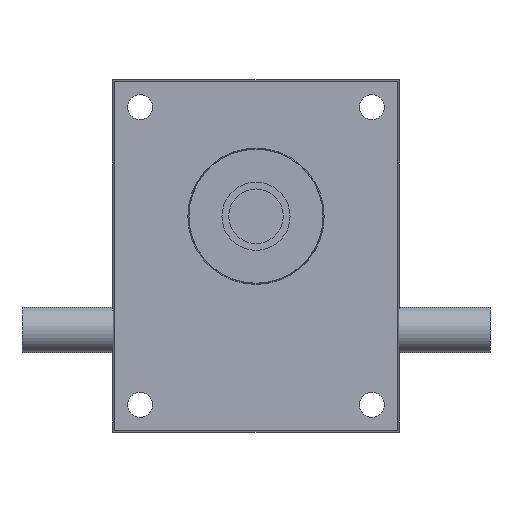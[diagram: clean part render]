
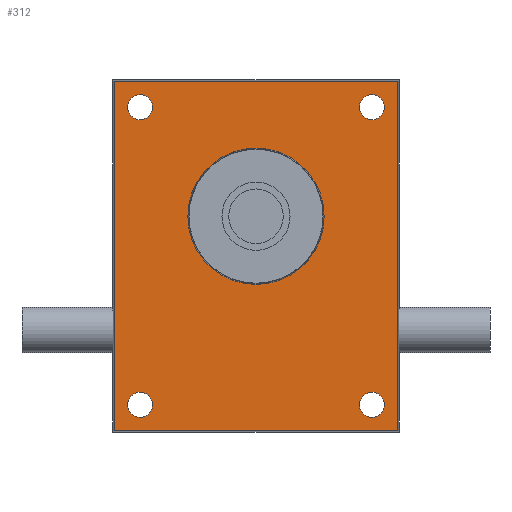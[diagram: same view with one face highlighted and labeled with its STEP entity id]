
A CAD part, front view. The second image highlights one B-rep face of the part: STEP entity #312.
In plain terms, the highlighted planar face has unit normal (0, -1, 0).
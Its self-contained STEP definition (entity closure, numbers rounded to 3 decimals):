
#312 = ADVANCED_FACE( '', ( #674, #675, #676, #677, #678, #679 ), #680, .F. );
#674 = FACE_BOUND( '', #1177, .T. );
#675 = FACE_BOUND( '', #1178, .T. );
#676 = FACE_BOUND( '', #1179, .T. );
#677 = FACE_BOUND( '', #1180, .T. );
#678 = FACE_BOUND( '', #1181, .T. );
#679 = FACE_OUTER_BOUND( '', #1182, .T. );
#680 = PLANE( '', #1183 );
#1177 = EDGE_LOOP( '', ( #1764 ) );
#1178 = EDGE_LOOP( '', ( #1765 ) );
#1179 = EDGE_LOOP( '', ( #1766 ) );
#1180 = EDGE_LOOP( '', ( #1767 ) );
#1181 = EDGE_LOOP( '', ( #1768 ) );
#1182 = EDGE_LOOP( '', ( #1769, #1770, #1771, #1772 ) );
#1183 = AXIS2_PLACEMENT_3D( '', #1773, #1774, #1775 );
#1764 = ORIENTED_EDGE( '', *, *, #2965, .F. );
#1765 = ORIENTED_EDGE( '', *, *, #2966, .F. );
#1766 = ORIENTED_EDGE( '', *, *, #2967, .F. );
#1767 = ORIENTED_EDGE( '', *, *, #2968, .F. );
#1768 = ORIENTED_EDGE( '', *, *, #2969, .F. );
#1769 = ORIENTED_EDGE( '', *, *, #2970, .T. );
#1770 = ORIENTED_EDGE( '', *, *, #2971, .F. );
#1771 = ORIENTED_EDGE( '', *, *, #2972, .F. );
#1772 = ORIENTED_EDGE( '', *, *, #2973, .T. );
#1773 = CARTESIAN_POINT( '', ( -62.5, -45., 110. ) );
#1774 = DIRECTION( '', ( 0., 1., 0. ) );
#1775 = DIRECTION( '', ( 0., 0., 1. ) );
#2965 = EDGE_CURVE( '', #3521, #3521, #3522, .F. );
#2966 = EDGE_CURVE( '', #3523, #3523, #3524, .F. );
#2967 = EDGE_CURVE( '', #3525, #3525, #3526, .F. );
#2968 = EDGE_CURVE( '', #3527, #3527, #3528, .F. );
#2969 = EDGE_CURVE( '', #3529, #3529, #3530, .F. );
#2970 = EDGE_CURVE( '', #3531, #3532, #3533, .T. );
#2971 = EDGE_CURVE( '', #3534, #3532, #3535, .T. );
#2972 = EDGE_CURVE( '', #3536, #3534, #3537, .T. );
#2973 = EDGE_CURVE( '', #3536, #3531, #3538, .T. );
#3521 = VERTEX_POINT( '', #4302 );
#3522 = CIRCLE( '', #4303, 5.5 );
#3523 = VERTEX_POINT( '', #4304 );
#3524 = CIRCLE( '', #4305, 5.5 );
#3525 = VERTEX_POINT( '', #4306 );
#3526 = CIRCLE( '', #4307, 5.5 );
#3527 = VERTEX_POINT( '', #4308 );
#3528 = CIRCLE( '', #4309, 5.5 );
#3529 = VERTEX_POINT( '', #4310 );
#3530 = CIRCLE( '', #4311, 30. );
#3531 = VERTEX_POINT( '', #4312 );
#3532 = VERTEX_POINT( '', #4313 );
#3533 = LINE( '', #4314, #4315 );
#3534 = VERTEX_POINT( '', #4316 );
#3535 = LINE( '', #4317, #4318 );
#3536 = VERTEX_POINT( '', #4319 );
#3537 = LINE( '', #4320, #4321 );
#3538 = LINE( '', #4322, #4323 );
#4302 = CARTESIAN_POINT( '', ( -51., -45., 103.5 ) );
#4303 = AXIS2_PLACEMENT_3D( '', #5218, #5219, #5220 );
#4304 = CARTESIAN_POINT( '', ( 51., -45., 103.5 ) );
#4305 = AXIS2_PLACEMENT_3D( '', #5221, #5222, #5223 );
#4306 = CARTESIAN_POINT( '', ( -51., -45., -27.5 ) );
#4307 = AXIS2_PLACEMENT_3D( '', #5224, #5225, #5226 );
#4308 = CARTESIAN_POINT( '', ( 51., -45., -27.5 ) );
#4309 = AXIS2_PLACEMENT_3D( '', #5227, #5228, #5229 );
#4310 = CARTESIAN_POINT( '', ( 0., -45., 80. ) );
#4311 = AXIS2_PLACEMENT_3D( '', #5230, #5231, #5232 );
#4312 = CARTESIAN_POINT( '', ( -62.5, -45., 109.5 ) );
#4313 = CARTESIAN_POINT( '', ( -62.5, -45., -44.5 ) );
#4314 = CARTESIAN_POINT( '', ( -62.5, -45., 110. ) );
#4315 = VECTOR( '', #5233, 1000. );
#4316 = CARTESIAN_POINT( '', ( 62.5, -45., -44.5 ) );
#4317 = CARTESIAN_POINT( '', ( 90., -45., -44.5 ) );
#4318 = VECTOR( '', #5234, 1000. );
#4319 = CARTESIAN_POINT( '', ( 62.5, -45., 109.5 ) );
#4320 = CARTESIAN_POINT( '', ( 62.5, -45., 110. ) );
#4321 = VECTOR( '', #5235, 1000. );
#4322 = CARTESIAN_POINT( '', ( 90., -45., 109.5 ) );
#4323 = VECTOR( '', #5236, 1000. );
#5218 = CARTESIAN_POINT( '', ( -51., -45., 98. ) );
#5219 = DIRECTION( '', ( 0., 1., 0. ) );
#5220 = DIRECTION( '', ( 0., 0., 1. ) );
#5221 = CARTESIAN_POINT( '', ( 51., -45., 98. ) );
#5222 = DIRECTION( '', ( 0., 1., 0. ) );
#5223 = DIRECTION( '', ( 0., 0., 1. ) );
#5224 = CARTESIAN_POINT( '', ( -51., -45., -33. ) );
#5225 = DIRECTION( '', ( 0., 1., 0. ) );
#5226 = DIRECTION( '', ( 0., 0., 1. ) );
#5227 = CARTESIAN_POINT( '', ( 51., -45., -33. ) );
#5228 = DIRECTION( '', ( 0., 1., 0. ) );
#5229 = DIRECTION( '', ( 0., 0., 1. ) );
#5230 = CARTESIAN_POINT( '', ( 0., -45., 50. ) );
#5231 = DIRECTION( '', ( 0., 1., 0. ) );
#5232 = DIRECTION( '', ( 0., 0., 1. ) );
#5233 = DIRECTION( '', ( 0., 0., -1. ) );
#5234 = DIRECTION( '', ( -1., 0., 0. ) );
#5235 = DIRECTION( '', ( 0., 0., -1. ) );
#5236 = DIRECTION( '', ( -1., 0., 0. ) );
